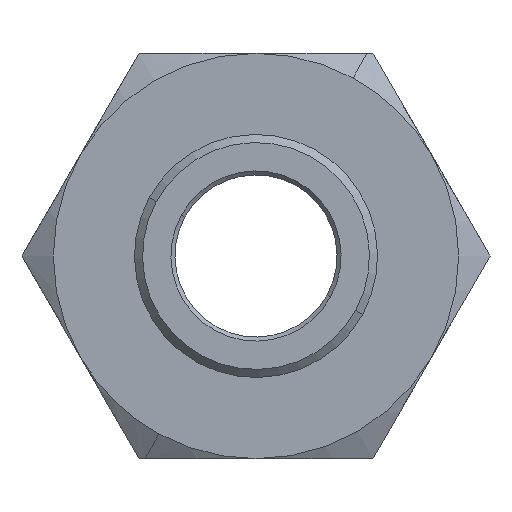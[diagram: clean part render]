
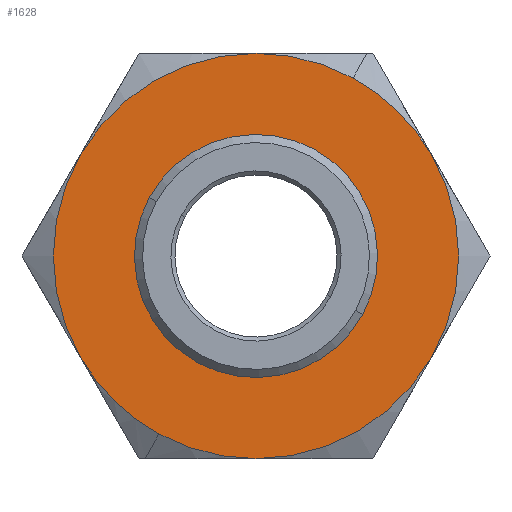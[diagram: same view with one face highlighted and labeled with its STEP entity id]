
A CAD part, front view. The second image highlights one B-rep face of the part: STEP entity #1628.
In plain terms, the highlighted planar face has unit normal (0, -1, 0).
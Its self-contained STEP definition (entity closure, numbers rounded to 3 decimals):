
#736=CARTESIAN_POINT('Vertex',(2.165,0.,-1.25)) ;
#781=CARTESIAN_POINT('Vertex',(0.,0.,-2.5)) ;
#1498=CARTESIAN_POINT('Vertex',(-2.165,0.,-1.25)) ;
#1537=CARTESIAN_POINT('Vertex',(-1.199,0.,-2.194)) ;
#1540=CARTESIAN_POINT('Axis2P3D Location',(0.,0.,0.)) ;
#1552=CARTESIAN_POINT('Axis2P3D Location',(0.,0.,0.)) ;
#1557=CARTESIAN_POINT('Axis2P3D Location',(0.,0.,0.)) ;
#1561=CARTESIAN_POINT('Vertex',(1.199,0.,2.194)) ;
#1563=CARTESIAN_POINT('Vertex',(2.165,0.,1.25)) ;
#1566=CARTESIAN_POINT('Axis2P3D Location',(0.,0.,0.)) ;
#1570=CARTESIAN_POINT('Vertex',(0.,0.,2.5)) ;
#1573=CARTESIAN_POINT('Axis2P3D Location',(0.,0.,0.)) ;
#1577=CARTESIAN_POINT('Vertex',(-2.165,0.,1.25)) ;
#1580=CARTESIAN_POINT('Axis2P3D Location',(0.,0.,0.)) ;
#1585=CARTESIAN_POINT('Axis2P3D Location',(0.,0.,0.)) ;
#1590=CARTESIAN_POINT('Axis2P3D Location',(0.,0.,0.)) ;
#1595=CARTESIAN_POINT('Axis2P3D Location',(0.,0.,0.)) ;
#1610=CARTESIAN_POINT('Axis2P3D Location',(0.,0.,0.)) ;
#1614=CARTESIAN_POINT('Vertex',(-1.316,0.,0.719)) ;
#1616=CARTESIAN_POINT('Vertex',(1.316,0.,-0.719)) ;
#1619=CARTESIAN_POINT('Axis2P3D Location',(0.,0.,0.)) ;
#1541=DIRECTION('Axis2P3D Direction',(0.,1.,0.)) ;
#1553=DIRECTION('Axis2P3D Direction',(0.,1.,0.)) ;
#1554=DIRECTION('Axis2P3D XDirection',(-1.,0.,0.)) ;
#1558=DIRECTION('Axis2P3D Direction',(0.,1.,0.)) ;
#1567=DIRECTION('Axis2P3D Direction',(0.,1.,0.)) ;
#1574=DIRECTION('Axis2P3D Direction',(0.,1.,0.)) ;
#1581=DIRECTION('Axis2P3D Direction',(0.,1.,0.)) ;
#1586=DIRECTION('Axis2P3D Direction',(0.,1.,0.)) ;
#1591=DIRECTION('Axis2P3D Direction',(0.,1.,0.)) ;
#1596=DIRECTION('Axis2P3D Direction',(0.,1.,0.)) ;
#1611=DIRECTION('Axis2P3D Direction',(0.,1.,0.)) ;
#1620=DIRECTION('Axis2P3D Direction',(0.,1.,0.)) ;
#1542=AXIS2_PLACEMENT_3D('Circle Axis2P3D',#1540,#1541,$) ;
#1555=AXIS2_PLACEMENT_3D('Plane Axis2P3D',#1552,#1553,#1554) ;
#1559=AXIS2_PLACEMENT_3D('Circle Axis2P3D',#1557,#1558,$) ;
#1568=AXIS2_PLACEMENT_3D('Circle Axis2P3D',#1566,#1567,$) ;
#1575=AXIS2_PLACEMENT_3D('Circle Axis2P3D',#1573,#1574,$) ;
#1582=AXIS2_PLACEMENT_3D('Circle Axis2P3D',#1580,#1581,$) ;
#1587=AXIS2_PLACEMENT_3D('Circle Axis2P3D',#1585,#1586,$) ;
#1592=AXIS2_PLACEMENT_3D('Circle Axis2P3D',#1590,#1591,$) ;
#1597=AXIS2_PLACEMENT_3D('Circle Axis2P3D',#1595,#1596,$) ;
#1612=AXIS2_PLACEMENT_3D('Circle Axis2P3D',#1610,#1611,$) ;
#1621=AXIS2_PLACEMENT_3D('Circle Axis2P3D',#1619,#1620,$) ;
#1601=ORIENTED_EDGE('',*,*,#1565,.F.) ;
#1602=ORIENTED_EDGE('',*,*,#1572,.F.) ;
#1603=ORIENTED_EDGE('',*,*,#1579,.F.) ;
#1604=ORIENTED_EDGE('',*,*,#1584,.F.) ;
#1605=ORIENTED_EDGE('',*,*,#1544,.F.) ;
#1606=ORIENTED_EDGE('',*,*,#1589,.F.) ;
#1607=ORIENTED_EDGE('',*,*,#1594,.F.) ;
#1608=ORIENTED_EDGE('',*,*,#1599,.F.) ;
#1625=ORIENTED_EDGE('',*,*,#1618,.T.) ;
#1626=ORIENTED_EDGE('',*,*,#1623,.T.) ;
#1627=FACE_BOUND('',#1624,.T.) ;
#1628=ADVANCED_FACE('Corps principal',(#1609,#1627),#1556,.F.) ;
#1543=CIRCLE('generated circle',#1542,2.5) ;
#1560=CIRCLE('generated circle',#1559,2.5) ;
#1569=CIRCLE('generated circle',#1568,2.5) ;
#1576=CIRCLE('generated circle',#1575,2.5) ;
#1583=CIRCLE('generated circle',#1582,2.5) ;
#1588=CIRCLE('generated circle',#1587,2.5) ;
#1593=CIRCLE('generated circle',#1592,2.5) ;
#1598=CIRCLE('generated circle',#1597,2.5) ;
#1613=CIRCLE('generated circle',#1612,1.5) ;
#1622=CIRCLE('generated circle',#1621,1.5) ;
#1544=EDGE_CURVE('',#1538,#1499,#1543,.T.) ;
#1565=EDGE_CURVE('',#1562,#1564,#1560,.T.) ;
#1572=EDGE_CURVE('',#1571,#1562,#1569,.T.) ;
#1579=EDGE_CURVE('',#1578,#1571,#1576,.T.) ;
#1584=EDGE_CURVE('',#1499,#1578,#1583,.T.) ;
#1589=EDGE_CURVE('',#782,#1538,#1588,.T.) ;
#1594=EDGE_CURVE('',#737,#782,#1593,.T.) ;
#1599=EDGE_CURVE('',#1564,#737,#1598,.T.) ;
#1618=EDGE_CURVE('',#1615,#1617,#1613,.T.) ;
#1623=EDGE_CURVE('',#1617,#1615,#1622,.T.) ;
#1600=EDGE_LOOP('',(#1601,#1602,#1603,#1604,#1605,#1606,#1607,#1608)) ;
#1624=EDGE_LOOP('',(#1625,#1626)) ;
#1609=FACE_OUTER_BOUND('',#1600,.T.) ;
#1556=PLANE('',#1555) ;
#737=VERTEX_POINT('',#736) ;
#782=VERTEX_POINT('',#781) ;
#1499=VERTEX_POINT('',#1498) ;
#1538=VERTEX_POINT('',#1537) ;
#1562=VERTEX_POINT('',#1561) ;
#1564=VERTEX_POINT('',#1563) ;
#1571=VERTEX_POINT('',#1570) ;
#1578=VERTEX_POINT('',#1577) ;
#1615=VERTEX_POINT('',#1614) ;
#1617=VERTEX_POINT('',#1616) ;
